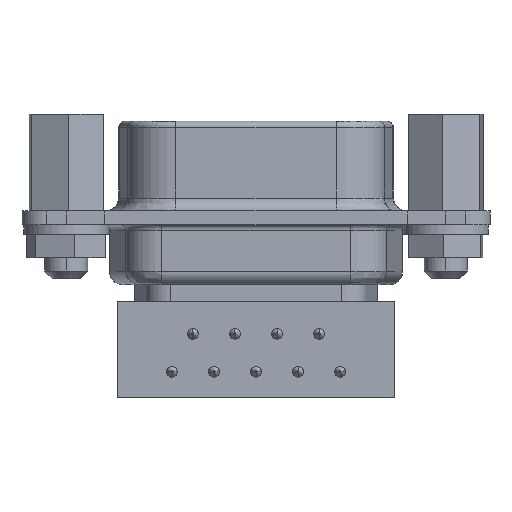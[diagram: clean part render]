
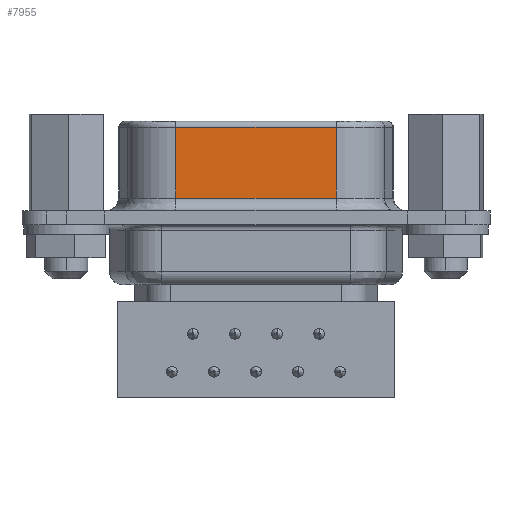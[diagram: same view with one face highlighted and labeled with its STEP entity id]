
A CAD part, front view. The second image highlights one B-rep face of the part: STEP entity #7955.
In plain terms, the highlighted planar face has unit normal (0, -1, 0).
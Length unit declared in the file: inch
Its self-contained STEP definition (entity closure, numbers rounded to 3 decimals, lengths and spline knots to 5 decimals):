
#1054 = DIRECTION ( 'NONE',  ( 0., 0., 1. ) ) ;
#1059 = CARTESIAN_POINT ( 'NONE',  ( 0.20766, -0.1875, -0.018 ) ) ;
#1068 = CARTESIAN_POINT ( 'NONE',  ( -0.20766, -0.1875, -0.018 ) ) ;
#1069 = DIRECTION ( 'NONE',  ( 0., 0., 1. ) ) ;
#1070 = CARTESIAN_POINT ( 'NONE',  ( 0., -0.1875, 0.033 ) ) ;
#1071 = DIRECTION ( 'NONE',  ( 1., 0., 0. ) ) ;
#4483 = LINE ( 'NONE', #23811, #4485 ) ;
#4485 = VECTOR ( 'NONE', #23818, 39.37008 ) ;
#5151 = LINE ( 'NONE', #1059, #5154 ) ;
#5154 = VECTOR ( 'NONE', #1054, 39.37008 ) ;
#5156 = LINE ( 'NONE', #1068, #5159 ) ;
#5158 = LINE ( 'NONE', #1070, #5161 ) ;
#5159 = VECTOR ( 'NONE', #1069, 39.37008 ) ;
#5161 = VECTOR ( 'NONE', #1071, 39.37008 ) ;
#7955 = ADVANCED_FACE ( 'NONE', ( #25312 ), #27178, .T. ) ;
#10444 = EDGE_CURVE ( 'NONE', #15776, #15785, #4483, .T. ) ;
#12129 = VERTEX_POINT ( 'NONE', #17111 ) ;
#12139 = VERTEX_POINT ( 'NONE', #17121 ) ;
#12323 = ORIENTED_EDGE ( 'NONE', *, *, #10444, .T. ) ;
#12324 = ORIENTED_EDGE ( 'NONE', *, *, #13244, .F. ) ;
#12325 = ORIENTED_EDGE ( 'NONE', *, *, #13245, .T. ) ;
#12326 = ORIENTED_EDGE ( 'NONE', *, *, #13241, .T. ) ;
#13241 = EDGE_CURVE ( 'NONE', #12139, #15776, #5151, .T. ) ;
#13244 = EDGE_CURVE ( 'NONE', #12129, #15785, #5156, .T. ) ;
#13245 = EDGE_CURVE ( 'NONE', #12129, #12139, #5158, .T. ) ;
#15776 = VERTEX_POINT ( 'NONE', #30965 ) ;
#15785 = VERTEX_POINT ( 'NONE', #30974 ) ;
#17111 = CARTESIAN_POINT ( 'NONE',  ( -0.20766, -0.1875, 0.033 ) ) ;
#17121 = CARTESIAN_POINT ( 'NONE',  ( 0.20766, -0.1875, 0.033 ) ) ;
#23811 = CARTESIAN_POINT ( 'NONE',  ( 0., -0.1875, 0.217 ) ) ;
#23818 = DIRECTION ( 'NONE',  ( -1., 0., 0. ) ) ;
#25312 = FACE_OUTER_BOUND ( 'NONE', #27920, .T. ) ;
#27173 = CARTESIAN_POINT ( 'NONE',  ( 0., -0.1875, -0.018 ) ) ;
#27178 = PLANE ( 'NONE',  #33218 ) ;
#27181 = DIRECTION ( 'NONE',  ( 0., -1., 0. ) ) ;
#27182 = DIRECTION ( 'NONE',  ( 0., 0., -1. ) ) ;
#27920 = EDGE_LOOP ( 'NONE', ( #12323, #12324, #12325, #12326 ) ) ;
#30965 = CARTESIAN_POINT ( 'NONE',  ( 0.20766, -0.1875, 0.217 ) ) ;
#30974 = CARTESIAN_POINT ( 'NONE',  ( -0.20766, -0.1875, 0.217 ) ) ;
#33218 = AXIS2_PLACEMENT_3D ( 'NONE', #27173, #27181, #27182 ) ;
